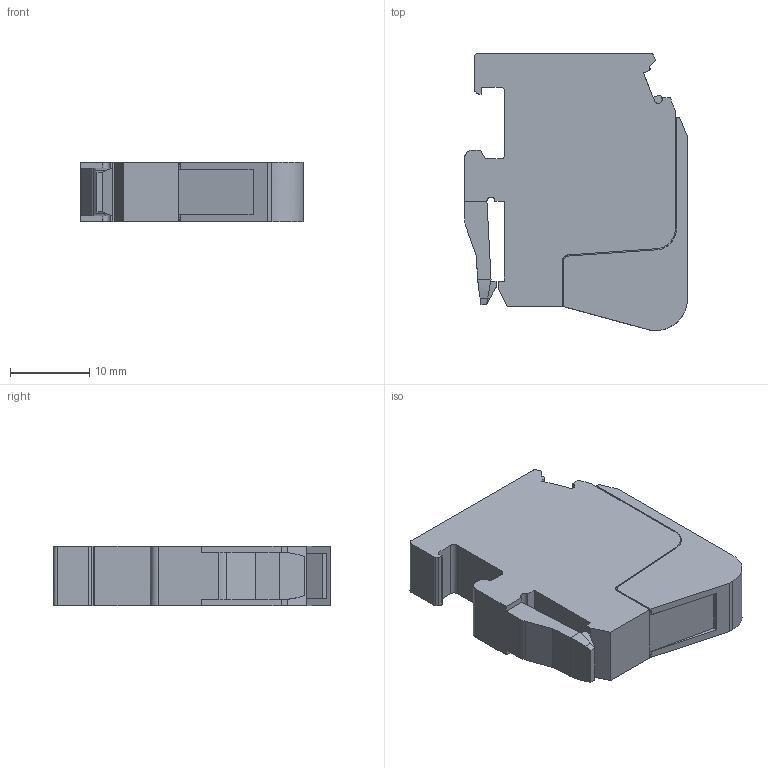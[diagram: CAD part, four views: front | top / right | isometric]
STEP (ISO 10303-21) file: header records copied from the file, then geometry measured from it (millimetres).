
FILE_DESCRIPTION (( 'STEP AP214' ), '1' );
FILE_NAME ('422017_TRV 4_Orange.STP', '2013-11-14T07:36:23', ( 'arge' ), ( 'Microsoft' ), 'SwSTEP 2.0', 'SolidWorks 2013', '' );
FILE_SCHEMA (( 'AUTOMOTIVE_DESIGN' ));
Length unit declared in the file: millimetre
Products named in the file (1): 422017_TRV 4_Orange
Bounding box: 28.21 x 35.05 x 7.5 mm (x, y, z)
Volume: 5891.5 mm3; surface area: 3003.4 mm2
Topology: 1 solids, 2 shells, 139 faces, 387 edges, 258 vertices
Faces by surface type: plane 100, cylinder 37, bspline 2
Entity records: 5062 total; most frequent: CARTESIAN_POINT 1650, ORIENTED_EDGE 774, DIRECTION 573, EDGE_CURVE 387, LINE 285, VECTOR 285, VERTEX_POINT 258, EDGE_LOOP 145
